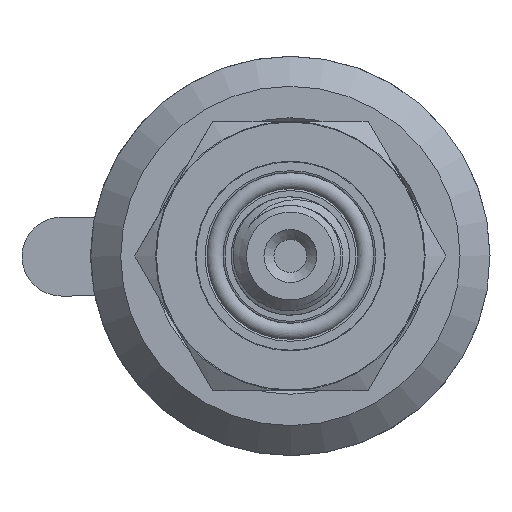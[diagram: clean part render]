
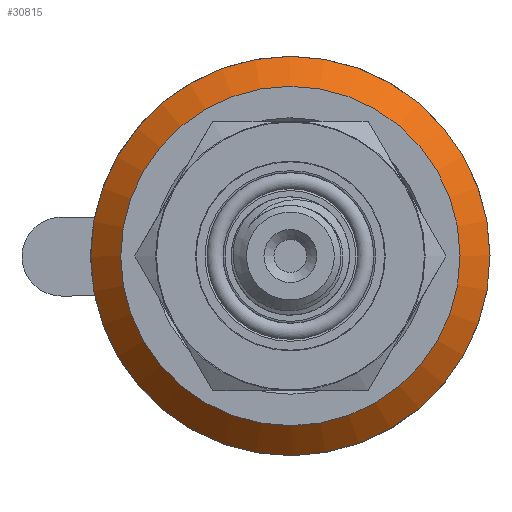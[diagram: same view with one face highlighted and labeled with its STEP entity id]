
A CAD part, left-side view. The second image highlights one B-rep face of the part: STEP entity #30815.
In plain terms, the highlighted conical face has half-angle 45 degrees and reference radius 18.5 mm.
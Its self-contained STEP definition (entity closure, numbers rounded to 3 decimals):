
#270=CONICAL_SURFACE('',#32575,18.5,0.785);
#2375=FACE_OUTER_BOUND('',#4135,.T.);
#4135=EDGE_LOOP('',(#23877,#23878,#23879,#23880));
#5565=CIRCLE('',#32574,20.);
#5566=CIRCLE('',#32576,17.);
#7619=LINE('',#59022,#10592);
#10592=VECTOR('',#35976,18.5);
#13962=VERTEX_POINT('',#59017);
#13963=VERTEX_POINT('',#59021);
#17599=EDGE_CURVE('',#13962,#13962,#5565,.T.);
#17600=EDGE_CURVE('',#13962,#13963,#7619,.T.);
#17601=EDGE_CURVE('',#13963,#13963,#5566,.T.);
#23877=ORIENTED_EDGE('',*,*,#17599,.F.);
#23878=ORIENTED_EDGE('',*,*,#17600,.T.);
#23879=ORIENTED_EDGE('',*,*,#17601,.T.);
#23880=ORIENTED_EDGE('',*,*,#17600,.F.);
#30815=ADVANCED_FACE('',(#2375),#270,.T.);
#32574=AXIS2_PLACEMENT_3D('',#59019,#35972,#35973);
#32575=AXIS2_PLACEMENT_3D('',#59020,#35974,#35975);
#32576=AXIS2_PLACEMENT_3D('',#59023,#35977,#35978);
#35972=DIRECTION('center_axis',(-1.,0.,0.));
#35973=DIRECTION('ref_axis',(0.,0.,
-1.));
#35974=DIRECTION('center_axis',(-1.,0.,0.));
#35975=DIRECTION('ref_axis',(0.,-1.,0.));
#35976=DIRECTION('',(0.707,-0.707,0.));
#35977=DIRECTION('center_axis',(-1.,0.,0.));
#35978=DIRECTION('ref_axis',(0.,0.,
-1.));
#59017=CARTESIAN_POINT('',(21.,20.,0.));
#59019=CARTESIAN_POINT('Origin',(21.,0.,0.));
#59020=CARTESIAN_POINT('Origin',(22.5,0.,0.));
#59021=CARTESIAN_POINT('',(24.,17.,0.));
#59022=CARTESIAN_POINT('',(22.5,18.5,0.));
#59023=CARTESIAN_POINT('Origin',(24.,0.,0.));
